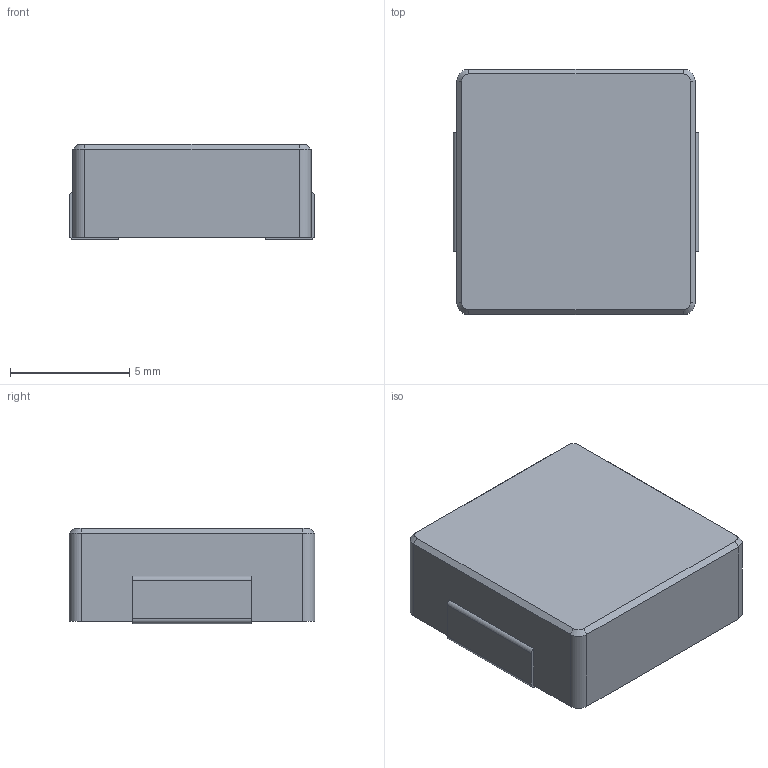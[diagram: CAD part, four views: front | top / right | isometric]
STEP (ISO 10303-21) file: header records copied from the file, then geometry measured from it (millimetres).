
FILE_DESCRIPTION (( 'STEP AP214' ), '1' );
FILE_NAME ('IND-SMD_L10.3-W10.3_1274AS-H-330M.step', '2022-07-08T23:26:14', ( '' ), ( '' ), 'SwSTEP 2.0', 'SolidWorks 2020', '' );
FILE_SCHEMA (( 'AUTOMOTIVE_DESIGN' ));
Length unit declared in the file: millimetre
Products named in the file (1): IND-SMD_L10.3-W10.3_1274AS-H-330M
Bounding box: 10.3 x 10.3 x 4 mm (x, y, z)
Volume: 404.8 mm3; surface area: 361.5 mm2
Topology: 1 solids, 1 shells, 315 faces, 853 edges, 566 vertices
Faces by surface type: plane 191, bspline 112, cylinder 8, cone 4
Entity records: 13887 total; most frequent: CARTESIAN_POINT 3839, ORIENTED_EDGE 1706, DIRECTION 1053, EDGE_CURVE 853, VECTOR 605, LINE 605, VERTEX_POINT 566, EDGE_LOOP 341
